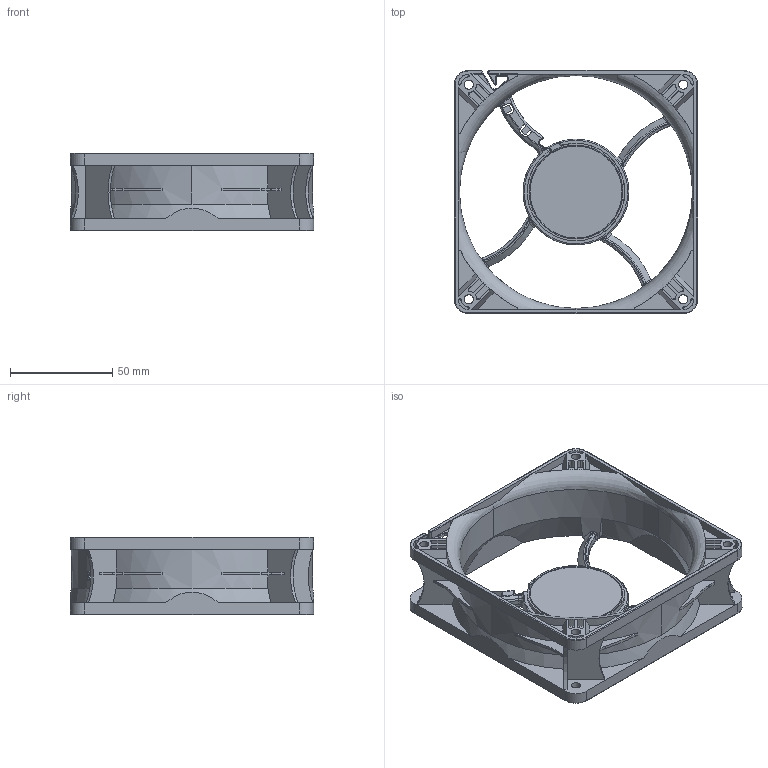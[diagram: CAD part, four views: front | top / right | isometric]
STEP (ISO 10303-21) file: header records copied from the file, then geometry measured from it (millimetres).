
FILE_DESCRIPTION (( 'STEP AP203' ), '1' );
FILE_NAME ('OA109Y_m0_frame.stp', '2024-11-21T21:41:45', ( '' ), ( '' ), 'SwSTEP 2.0', 'SolidWorks 2018', '' );
FILE_SCHEMA (( 'CONFIG_CONTROL_DESIGN' ));
Length unit declared in the file: millimetre
Products named in the file (1): OA109Y_m0_frame
Bounding box: 119 x 119 x 38 mm (x, y, z)
Volume: 72885.7 mm3; surface area: 63442.9 mm2
Topology: 1 solids, 1 shells, 781 faces, 2032 edges, 1262 vertices
Faces by surface type: plane 235, cylinder 194, bspline 125, cone 122, torus 87, sphere 18
Entity records: 32286 total; most frequent: CARTESIAN_POINT 15345, ORIENTED_EDGE 4042, DIRECTION 2845, EDGE_CURVE 2021, VERTEX_POINT 1262, AXIS2_PLACEMENT_3D 1189, B_SPLINE_CURVE_WITH_KNOTS 936, EDGE_LOOP 831
